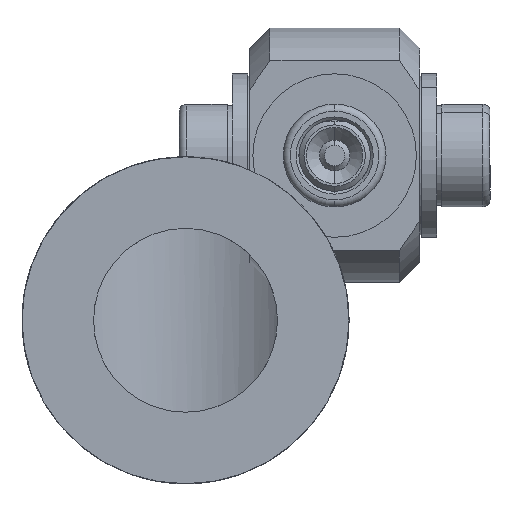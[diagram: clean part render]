
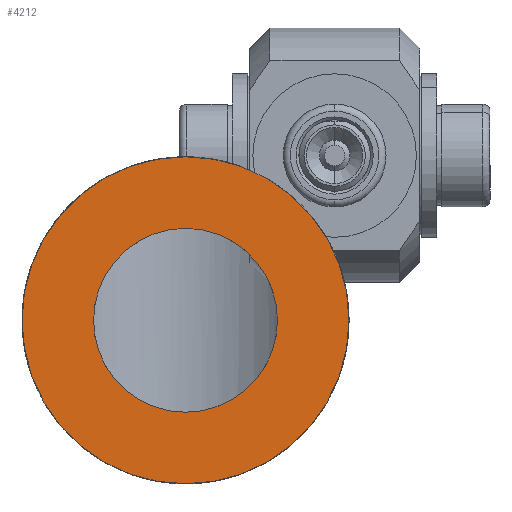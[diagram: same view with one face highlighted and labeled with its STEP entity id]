
A CAD part, left-side view. The second image highlights one B-rep face of the part: STEP entity #4212.
In plain terms, the highlighted face is planar.
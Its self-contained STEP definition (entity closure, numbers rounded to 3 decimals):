
#660=PLANE('',#8011);
#1514=VERTEX_POINT('',#6830);
#1546=VERTEX_POINT('',#7195);
#1794=CIRCLE('',#7989,0.9);
#1800=CIRCLE('',#8010,1.6);
#2255=EDGE_CURVE('',#1514,#1514,#1794,.T.);
#2301=EDGE_CURVE('',#1546,#1546,#1800,.T.);
#3335=ORIENTED_EDGE('',*,*,#2255,.T.);
#3336=ORIENTED_EDGE('',*,*,#2301,.F.);
#3687=EDGE_LOOP('',(#3335));
#3688=EDGE_LOOP('',(#3336));
#3971=FACE_BOUND('',#3687,.T.);
#3972=FACE_BOUND('',#3688,.T.);
#4212=ADVANCED_FACE('',(#3971,#3972),#660,.T.);
#5253=DIRECTION('',(0.,0.,-1.));
#5254=DIRECTION('',(0.9,0.,0.));
#5307=DIRECTION('',(0.,0.,-1.));
#5308=DIRECTION('',(1.6,0.,0.));
#5309=DIRECTION('',(0.,0.,1.));
#6829=CARTESIAN_POINT('',(0.,0.,3.65));
#6830=CARTESIAN_POINT('',(-0.9,0.,3.65));
#7194=CARTESIAN_POINT('',(0.,0.,3.65));
#7195=CARTESIAN_POINT('',(1.6,0.,3.65));
#7196=CARTESIAN_POINT('',(0.,0.,3.65));
#7989=AXIS2_PLACEMENT_3D('',#6829,#5253,#5254);
#8010=AXIS2_PLACEMENT_3D('',#7194,#5307,#5308);
#8011=AXIS2_PLACEMENT_3D('',#7196,#5309,$);
